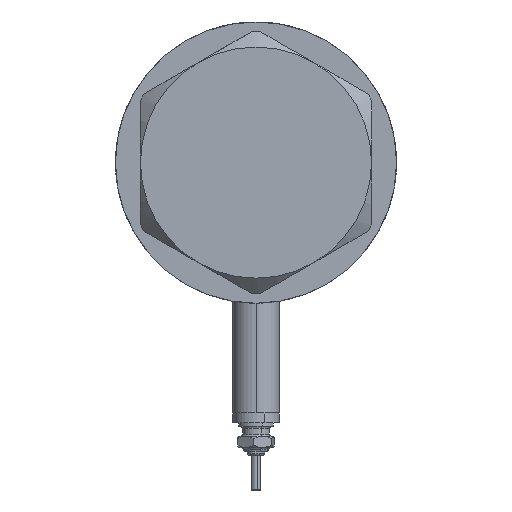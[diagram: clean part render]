
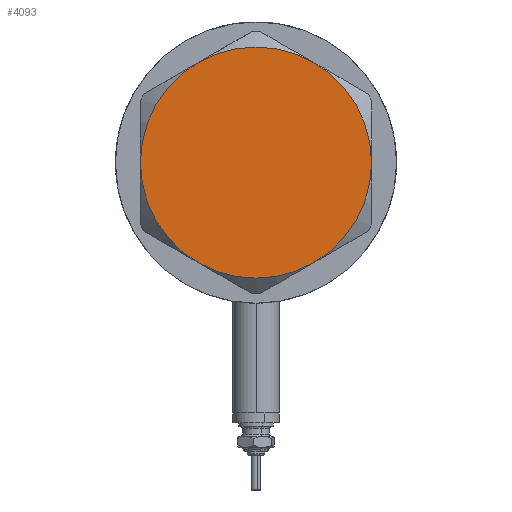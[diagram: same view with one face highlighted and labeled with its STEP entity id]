
A CAD part, left-side view. The second image highlights one B-rep face of the part: STEP entity #4093.
In plain terms, the highlighted face is planar.
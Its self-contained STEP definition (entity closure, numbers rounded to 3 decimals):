
#15 = ORIENTED_EDGE ( 'NONE', *, *, #5759, .T. ) ;
#111 = CIRCLE ( 'NONE', #1814, 30. ) ;
#228 = VERTEX_POINT ( 'NONE', #3020 ) ;
#240 = CARTESIAN_POINT ( 'NONE',  ( -15., 25.981, 14.5 ) ) ;
#283 = DIRECTION ( 'NONE',  ( 1., 0., 0. ) ) ;
#379 = EDGE_CURVE ( 'NONE', #4724, #2982, #2993, .T. ) ;
#440 = VERTEX_POINT ( 'NONE', #740 ) ;
#547 = EDGE_LOOP ( 'NONE', ( #3421, #695, #15, #3921, #2345, #3303 ) ) ;
#644 = EDGE_CURVE ( 'NONE', #228, #440, #3096, .T. ) ;
#666 = CARTESIAN_POINT ( 'NONE',  ( -30., 0., 14.5 ) ) ;
#695 = ORIENTED_EDGE ( 'NONE', *, *, #4430, .T. ) ;
#740 = CARTESIAN_POINT ( 'NONE',  ( 30., 0., 14.5 ) ) ;
#746 = AXIS2_PLACEMENT_3D ( 'NONE', #2055, #3077, #283 ) ;
#876 = DIRECTION ( 'NONE',  ( 0., 0., 1. ) ) ;
#908 = DIRECTION ( 'NONE',  ( 1., 0., 0. ) ) ;
#1097 = PLANE ( 'NONE',  #3599 ) ;
#1468 = EDGE_CURVE ( 'NONE', #2982, #4952, #111, .T. ) ;
#1483 = CARTESIAN_POINT ( 'NONE',  ( 0., 0., 14.5 ) ) ;
#1814 = AXIS2_PLACEMENT_3D ( 'NONE', #4768, #3890, #4317 ) ;
#1988 = FACE_OUTER_BOUND ( 'NONE', #547, .T. ) ;
#2055 = CARTESIAN_POINT ( 'NONE',  ( 0., 0., 14.5 ) ) ;
#2218 = CARTESIAN_POINT ( 'NONE',  ( -15., -25.981, 14.5 ) ) ;
#2345 = ORIENTED_EDGE ( 'NONE', *, *, #1468, .T. ) ;
#2739 = DIRECTION ( 'NONE',  ( 0., 0., 1. ) ) ;
#2771 = DIRECTION ( 'NONE',  ( 1., 0., 0. ) ) ;
#2896 = DIRECTION ( 'NONE',  ( 1., 0., 0. ) ) ;
#2914 = DIRECTION ( 'NONE',  ( 1., 0., 0. ) ) ;
#2982 = VERTEX_POINT ( 'NONE', #666 ) ;
#2993 = CIRCLE ( 'NONE', #3864, 30. ) ;
#3020 = CARTESIAN_POINT ( 'NONE',  ( 15., -25.981, 14.5 ) ) ;
#3077 = DIRECTION ( 'NONE',  ( 0., 0., 1. ) ) ;
#3096 = CIRCLE ( 'NONE', #3674, 30. ) ;
#3303 = ORIENTED_EDGE ( 'NONE', *, *, #5147, .T. ) ;
#3345 = CIRCLE ( 'NONE', #746, 30. ) ;
#3356 = DIRECTION ( 'NONE',  ( 0., 0., 1. ) ) ;
#3421 = ORIENTED_EDGE ( 'NONE', *, *, #644, .T. ) ;
#3594 = DIRECTION ( 'NONE',  ( 0., 0., 1. ) ) ;
#3599 = AXIS2_PLACEMENT_3D ( 'NONE', #5629, #3356, #2896 ) ;
#3674 = AXIS2_PLACEMENT_3D ( 'NONE', #1483, #2739, #2771 ) ;
#3864 = AXIS2_PLACEMENT_3D ( 'NONE', #5064, #876, #908 ) ;
#3890 = DIRECTION ( 'NONE',  ( 0., 0., 1. ) ) ;
#3921 = ORIENTED_EDGE ( 'NONE', *, *, #379, .T. ) ;
#4093 = ADVANCED_FACE ( 'NONE', ( #1988 ), #1097, .T. ) ;
#4317 = DIRECTION ( 'NONE',  ( 1., 0., 0. ) ) ;
#4373 = DIRECTION ( 'NONE',  ( 0., 0., 1. ) ) ;
#4430 = EDGE_CURVE ( 'NONE', #440, #4998, #5510, .T. ) ;
#4724 = VERTEX_POINT ( 'NONE', #240 ) ;
#4768 = CARTESIAN_POINT ( 'NONE',  ( 0., 0., 14.5 ) ) ;
#4952 = VERTEX_POINT ( 'NONE', #2218 ) ;
#4998 = VERTEX_POINT ( 'NONE', #5618 ) ;
#5064 = CARTESIAN_POINT ( 'NONE',  ( 0., 0., 14.5 ) ) ;
#5079 = AXIS2_PLACEMENT_3D ( 'NONE', #5321, #4373, #2914 ) ;
#5147 = EDGE_CURVE ( 'NONE', #4952, #228, #5263, .T. ) ;
#5263 = CIRCLE ( 'NONE', #5079, 30. ) ;
#5321 = CARTESIAN_POINT ( 'NONE',  ( 0., 0., 14.5 ) ) ;
#5419 = DIRECTION ( 'NONE',  ( 1., 0., 0. ) ) ;
#5510 = CIRCLE ( 'NONE', #5602, 30. ) ;
#5602 = AXIS2_PLACEMENT_3D ( 'NONE', #5840, #3594, #5419 ) ;
#5618 = CARTESIAN_POINT ( 'NONE',  ( 15., 25.981, 14.5 ) ) ;
#5629 = CARTESIAN_POINT ( 'NONE',  ( 0., 0., 14.5 ) ) ;
#5759 = EDGE_CURVE ( 'NONE', #4998, #4724, #3345, .T. ) ;
#5840 = CARTESIAN_POINT ( 'NONE',  ( 0., 0., 14.5 ) ) ;
